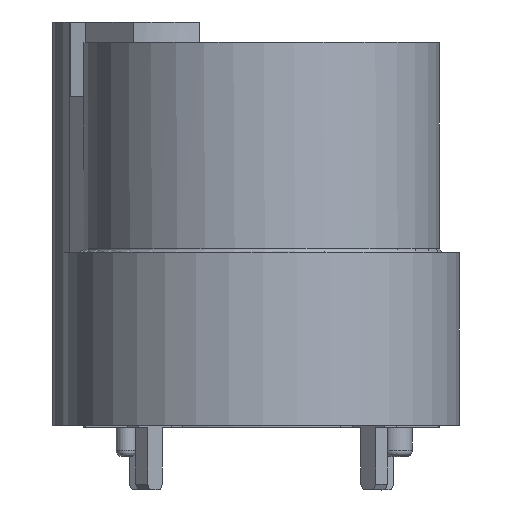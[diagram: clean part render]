
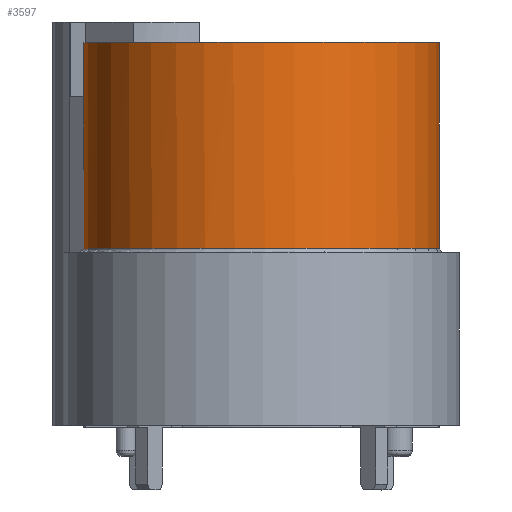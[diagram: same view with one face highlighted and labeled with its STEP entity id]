
A CAD part, top view. The second image highlights one B-rep face of the part: STEP entity #3597.
In plain terms, the highlighted cylindrical face has radius 8.55 mm (diameter 17.1 mm), a partial arc.
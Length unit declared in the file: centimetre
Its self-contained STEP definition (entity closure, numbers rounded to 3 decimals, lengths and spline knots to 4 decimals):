
#370=FACE_OUTER_BOUND($,#573,.T.);
#573=EDGE_LOOP($,(#3250,#3251,#3252,#3253,#3254,#3255));
#699=CIRCLE($,#3894,0.855);
#700=CIRCLE($,#3896,0.855);
#701=CIRCLE($,#3897,0.855);
#824=LINE($,#5224,#1203);
#1075=LINE($,#6093,#1454);
#1076=LINE($,#6097,#1455);
#1203=VECTOR($,#4156,0.73);
#1454=VECTOR($,#4839,0.99);
#1455=VECTOR($,#4842,0.26);
#1585=VERTEX_POINT($,#5209);
#1586=VERTEX_POINT($,#5223);
#1798=VERTEX_POINT($,#6079);
#1799=VERTEX_POINT($,#6092);
#1800=VERTEX_POINT($,#6094);
#1801=VERTEX_POINT($,#6096);
#1952=EDGE_CURVE($,#1586,#1585,#824,.T.);
#2302=EDGE_CURVE($,#1798,#1585,#699,.T.);
#2303=EDGE_CURVE($,#1798,#1799,#1075,.T.);
#2304=EDGE_CURVE($,#1799,#1800,#700,.T.);
#2305=EDGE_CURVE($,#1800,#1801,#1076,.T.);
#2306=EDGE_CURVE($,#1801,#1586,#701,.T.);
#3250=ORIENTED_EDGE($,*,*,#2303,.T.);
#3251=ORIENTED_EDGE($,*,*,#2304,.T.);
#3252=ORIENTED_EDGE($,*,*,#2305,.T.);
#3253=ORIENTED_EDGE($,*,*,#2306,.T.);
#3254=ORIENTED_EDGE($,*,*,#1952,.T.);
#3255=ORIENTED_EDGE($,*,*,#2302,.F.);
#3423=CYLINDRICAL_SURFACE($,#3895,0.855);
#3597=ADVANCED_FACE($,(#370),#3423,.T.);
#3894=AXIS2_PLACEMENT_3D($,#6090,#4835,#4836);
#3895=AXIS2_PLACEMENT_3D($,#6091,#4837,#4838);
#3896=AXIS2_PLACEMENT_3D($,#6095,#4840,#4841);
#3897=AXIS2_PLACEMENT_3D($,#6098,#4843,#4844);
#4156=DIRECTION($,(0.,-1.,0.));
#4835=DIRECTION('center_axis',(0.,-1.,0.));
#4836=DIRECTION('ref_axis',(0.707,0.,0.707));
#4837=DIRECTION('center_axis',(0.,-1.,0.));
#4838=DIRECTION('ref_axis',(1.,0.,0.));
#4839=DIRECTION($,(0.,1.,0.));
#4840=DIRECTION('center_axis',(0.,-1.,0.));
#4841=DIRECTION('ref_axis',(1.,0.,0.));
#4842=DIRECTION($,(0.,-1.,0.));
#4843=DIRECTION('center_axis',(0.,-1.,0.));
#4844=DIRECTION('ref_axis',(1.,0.,0.));
#5209=CARTESIAN_POINT('',(-0.7669,0.86,-0.378));
#5223=CARTESIAN_POINT('',(-0.7669,1.59,-0.378));
#5224=CARTESIAN_POINT($,(-0.7669,1.345,-0.378));
#6079=CARTESIAN_POINT('',(-0.378,0.86,-0.7669));
#6090=CARTESIAN_POINT('Origin',(0.,0.86,
0.));
#6091=CARTESIAN_POINT('Origin',(0.,1.345,
0.));
#6092=CARTESIAN_POINT('',(-0.378,1.85,-0.7669));
#6093=CARTESIAN_POINT($,(-0.378,1.345,-0.7669));
#6094=CARTESIAN_POINT('',(-0.8172,1.85,-0.2515));
#6095=CARTESIAN_POINT('Origin',(0.,1.85,
0.));
#6096=CARTESIAN_POINT('',(-0.8172,1.59,-0.2515));
#6097=CARTESIAN_POINT($,(-0.8172,1.345,-0.2515));
#6098=CARTESIAN_POINT('Origin',(0.,1.59,
0.));
